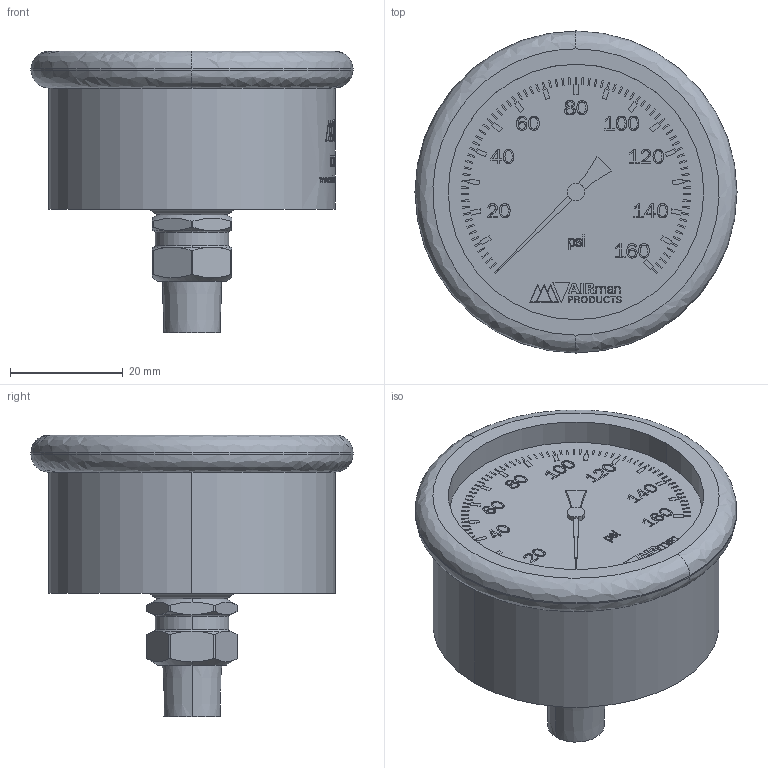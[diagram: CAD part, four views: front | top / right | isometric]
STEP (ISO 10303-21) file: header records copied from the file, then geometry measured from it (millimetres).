
FILE_DESCRIPTION (( 'STEP AP214' ), '1' );
FILE_NAME ('K1100-353-GAUGE-.13-NPT-2.00-DIAL-0-160-IN-BAG.STEP', '2021-07-30T14:56:28', ( '' ), ( '' ), 'SwSTEP 2.0', 'SolidWorks 2018', '' );
FILE_SCHEMA (( 'AUTOMOTIVE_DESIGN' ));
Length unit declared in the file: inch
Products named in the file (1): K1100-353-GAUGE-.13-NPT-2.00-DIAL-0-160-IN-BAG
Bounding box: 57.15 x 57.15 x 50.04 mm (x, y, z)
Volume: 55297.1 mm3; surface area: 11086 mm2
Topology: 1 solids, 1 shells, 2305 faces, 6042 edges, 4021 vertices
Faces by surface type: plane 1415, bspline 774, cylinder 98, cone 18
Entity records: 143995 total; most frequent: CARTESIAN_POINT 62611, ORIENTED_EDGE 12084, DIRECTION 7692, EDGE_CURVE 6042, VERTEX_POINT 4021, LINE 3958, VECTOR 3958, EDGE_LOOP 2587
